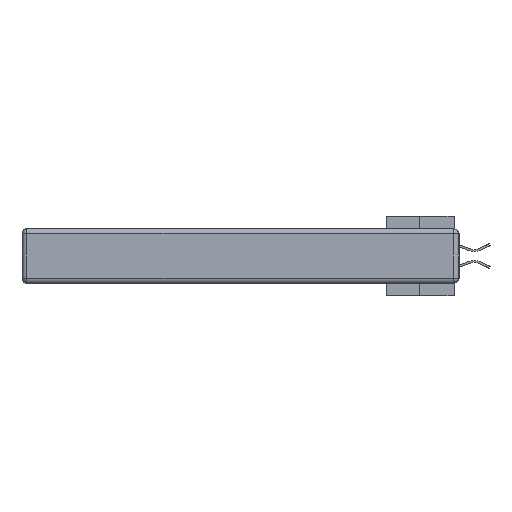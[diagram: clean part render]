
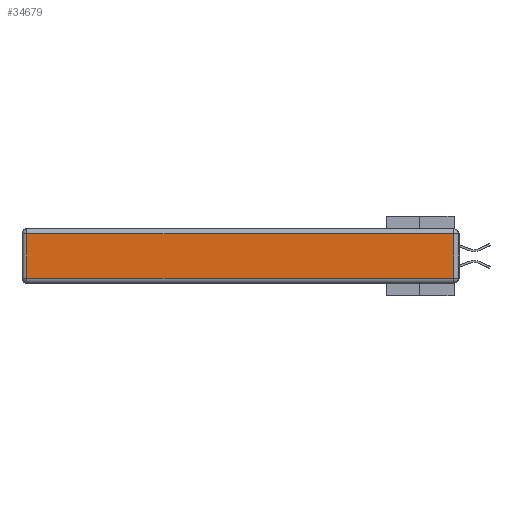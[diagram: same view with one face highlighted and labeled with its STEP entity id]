
A CAD part, left-side view. The second image highlights one B-rep face of the part: STEP entity #34679.
In plain terms, the highlighted planar face has unit normal (-1, 0, 0).
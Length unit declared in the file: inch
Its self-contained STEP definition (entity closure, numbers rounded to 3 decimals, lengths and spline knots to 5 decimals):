
#3485 = CARTESIAN_POINT ( 'NONE',  ( 0., 0.03, -0.03 ) ) ;
#5194 = ORIENTED_EDGE ( 'NONE', *, *, #10670, .T. ) ;
#5456 = EDGE_CURVE ( 'NONE', #35784, #28398, #23871, .T. ) ;
#6595 = EDGE_CURVE ( 'NONE', #28236, #35784, #16019, .T. ) ;
#7451 = AXIS2_PLACEMENT_3D ( 'NONE', #27341, #10720, #30106 ) ;
#7726 = VECTOR ( 'NONE', #23001, 39.37008 ) ;
#8378 = VECTOR ( 'NONE', #34298, 39.37008 ) ;
#10670 = EDGE_CURVE ( 'NONE', #10729, #28236, #12731, .T. ) ;
#10720 = DIRECTION ( 'NONE',  ( -1., 0., 0. ) ) ;
#10729 = VERTEX_POINT ( 'NONE', #11825 ) ;
#11825 = CARTESIAN_POINT ( 'NONE',  ( 0., 2.72, -0.313 ) ) ;
#12731 = LINE ( 'NONE', #33192, #19237 ) ;
#14644 = FACE_OUTER_BOUND ( 'NONE', #19643, .T. ) ;
#15777 = LINE ( 'NONE', #28489, #8378 ) ;
#16019 = LINE ( 'NONE', #17439, #7726 ) ;
#16552 = VECTOR ( 'NONE', #20359, 39.37008 ) ;
#17038 = ORIENTED_EDGE ( 'NONE', *, *, #25210, .T. ) ;
#17439 = CARTESIAN_POINT ( 'NONE',  ( 0., 0.03, -0.343 ) ) ;
#18881 = CARTESIAN_POINT ( 'NONE',  ( 0., 0.03, -0.313 ) ) ;
#19237 = VECTOR ( 'NONE', #22130, 39.37008 ) ;
#19643 = EDGE_LOOP ( 'NONE', ( #5194, #23312, #27806, #17038 ) ) ;
#20359 = DIRECTION ( 'NONE',  ( 0., 1., 0. ) ) ;
#22130 = DIRECTION ( 'NONE',  ( 0., -1., 0. ) ) ;
#23001 = DIRECTION ( 'NONE',  ( 0., 0., 1. ) ) ;
#23312 = ORIENTED_EDGE ( 'NONE', *, *, #6595, .T. ) ;
#23497 = CARTESIAN_POINT ( 'NONE',  ( 0., 2.75, -0.03 ) ) ;
#23871 = LINE ( 'NONE', #23497, #16552 ) ;
#25210 = EDGE_CURVE ( 'NONE', #28398, #10729, #15777, .T. ) ;
#27341 = CARTESIAN_POINT ( 'NONE',  ( 0., 0., -0.343 ) ) ;
#27795 = CARTESIAN_POINT ( 'NONE',  ( 0., 2.72, -0.03 ) ) ;
#27806 = ORIENTED_EDGE ( 'NONE', *, *, #5456, .T. ) ;
#28236 = VERTEX_POINT ( 'NONE', #18881 ) ;
#28398 = VERTEX_POINT ( 'NONE', #27795 ) ;
#28489 = CARTESIAN_POINT ( 'NONE',  ( 0., 2.72, -0.343 ) ) ;
#30106 = DIRECTION ( 'NONE',  ( 0., 0., 1. ) ) ;
#33192 = CARTESIAN_POINT ( 'NONE',  ( 0., 0., -0.313 ) ) ;
#34298 = DIRECTION ( 'NONE',  ( 0., 0., -1. ) ) ;
#34679 = ADVANCED_FACE ( 'NONE', ( #14644 ), #35627, .T. ) ;
#35627 = PLANE ( 'NONE',  #7451 ) ;
#35784 = VERTEX_POINT ( 'NONE', #3485 ) ;
